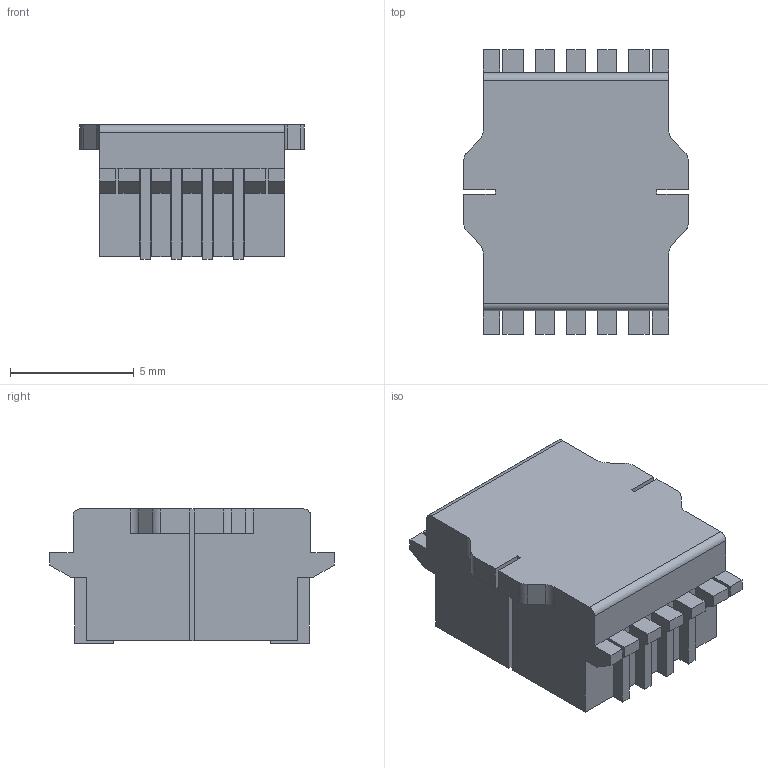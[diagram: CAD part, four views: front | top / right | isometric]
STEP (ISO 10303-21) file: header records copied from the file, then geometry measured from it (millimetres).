
FILE_DESCRIPTION(/* description */ (''),/* implementation_level */ '2;1');
FILE_NAME(/* name */ 'ss',/* time_stamp */ '2021-12-31T00:11:23+08:00',/* author */ (''),/* organization */ (''),/* preprocessor_version */ 'ST-DEVELOPER v16.5',/* originating_system */ '',/* authorisation */ '');
FILE_SCHEMA (('AUTOMOTIVE_DESIGN_CC2'));
Length unit declared in the file: millimetre
Products named in the file (1): Document
Bounding box: 9.06 x 11.48 x 5.41 mm (x, y, z)
Volume: 370.5 mm3; surface area: 583 mm2
Topology: 1 solids, 1 shells, 245 faces, 660 edges, 432 vertices
Faces by surface type: plane 221, bspline 24
Entity records: 7483 total; most frequent: CARTESIAN_POINT 2958, ORIENTED_EDGE 1320, EDGE_CURVE 660, B_SPLINE_CURVE_WITH_KNOTS 640, VERTEX_POINT 432, EDGE_LOOP 260, ADVANCED_FACE 245, FACE_OUTER_BOUND 245
